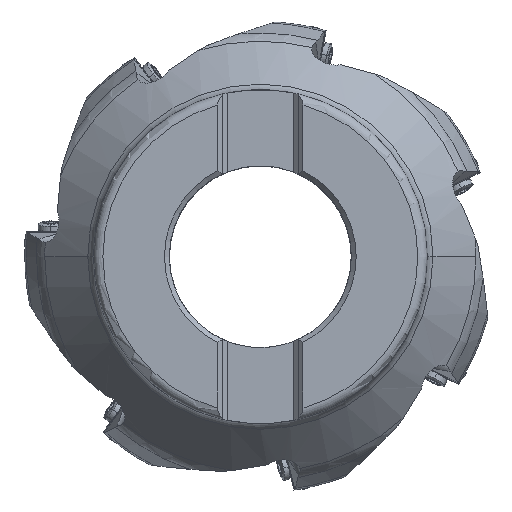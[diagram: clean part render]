
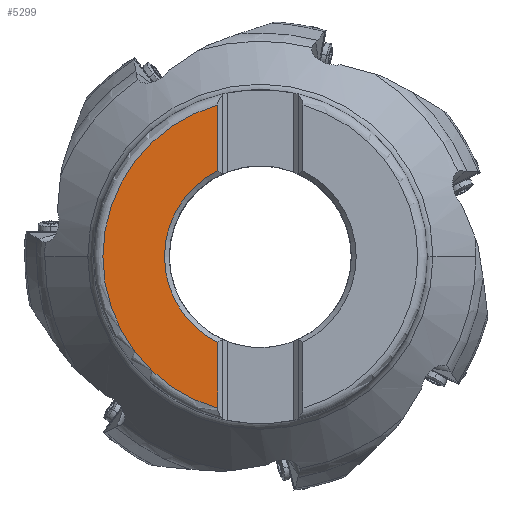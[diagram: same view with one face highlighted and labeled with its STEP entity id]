
A CAD part, top view. The second image highlights one B-rep face of the part: STEP entity #5299.
In plain terms, the highlighted planar face has unit normal (0, 0, 1).
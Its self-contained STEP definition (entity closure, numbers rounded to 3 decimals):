
#1967=LINE('',#33001,#3198);
#1968=LINE('',#33007,#3199);
#3198=VECTOR('',#23678,1.);
#3199=VECTOR('',#23685,1.);
#4320=FACE_OUTER_BOUND('',#6906,.T.);
#5299=ADVANCED_FACE('',(#4320),#6242,.T.);
#6242=PLANE('',#20706);
#6906=EDGE_LOOP('',(#9416,#9417,#9418,#9419,#9420,#9421));
#9416=ORIENTED_EDGE('',*,*,#16666,.F.);
#9417=ORIENTED_EDGE('',*,*,#16667,.F.);
#9418=ORIENTED_EDGE('',*,*,#16665,.F.);
#9419=ORIENTED_EDGE('',*,*,#16662,.F.);
#9420=ORIENTED_EDGE('',*,*,#16661,.F.);
#9421=ORIENTED_EDGE('',*,*,#16668,.F.);
#14447=VERTEX_POINT('',#32978);
#14448=VERTEX_POINT('',#32980);
#14449=VERTEX_POINT('',#32982);
#14450=VERTEX_POINT('',#33000);
#14451=VERTEX_POINT('',#33004);
#14452=VERTEX_POINT('',#33005);
#16661=EDGE_CURVE('',#14447,#14448,#18796,.T.);
#16662=EDGE_CURVE('',#14448,#14449,#18797,.T.);
#16665=EDGE_CURVE('',#14449,#14450,#1967,.T.);
#16666=EDGE_CURVE('',#14451,#14452,#18798,.T.);
#16667=EDGE_CURVE('',#14450,#14451,#18799,.T.);
#16668=EDGE_CURVE('',#14452,#14447,#1968,.T.);
#18796=CIRCLE('',#20700,20.085);
#18797=CIRCLE('',#20701,20.085);
#18798=CIRCLE('',#20704,33.);
#18799=CIRCLE('',#20705,33.);
#20700=AXIS2_PLACEMENT_3D('',#32979,#23672,#23673);
#20701=AXIS2_PLACEMENT_3D('',#32981,#23674,#23675);
#20704=AXIS2_PLACEMENT_3D('',#33003,#23681,#23682);
#20705=AXIS2_PLACEMENT_3D('',#33006,#23683,#23684);
#20706=AXIS2_PLACEMENT_3D('',#33008,#23686,#23687);
#23672=DIRECTION('',(0.,0.,1.));
#23673=DIRECTION('',(-0.445,0.896,0.));
#23674=DIRECTION('',(0.,0.,1.));
#23675=DIRECTION('',(-1.,0.,0.));
#23678=DIRECTION('',(0.,-1.,0.));
#23681=DIRECTION('',(0.,0.,-1.));
#23682=DIRECTION('',(-1.,0.,0.));
#23683=DIRECTION('',(0.,0.,-1.));
#23684=DIRECTION('',(-0.271,-0.963,0.));
#23685=DIRECTION('',(0.,-1.,0.));
#23686=DIRECTION('',(0.,0.,1.));
#23687=DIRECTION('',(1.,0.,0.));
#32978=CARTESIAN_POINT('',(-8.938,17.987,0.));
#32979=CARTESIAN_POINT('',(0.,0.,0.));
#32980=CARTESIAN_POINT('',(-20.085,0.,0.));
#32981=CARTESIAN_POINT('',(0.,0.,0.));
#32982=CARTESIAN_POINT('',(-8.937,-17.987,0.));
#33000=CARTESIAN_POINT('',(-8.937,-31.767,0.));
#33001=CARTESIAN_POINT('',(-8.937,-17.987,0.));
#33003=CARTESIAN_POINT('',(0.,0.,0.));
#33004=CARTESIAN_POINT('',(-33.,0.,0.));
#33005=CARTESIAN_POINT('',(-8.938,31.767,0.));
#33006=CARTESIAN_POINT('',(0.,0.,0.));
#33007=CARTESIAN_POINT('',(-8.938,31.767,0.));
#33008=CARTESIAN_POINT('',(-20.97,0.,0.));
